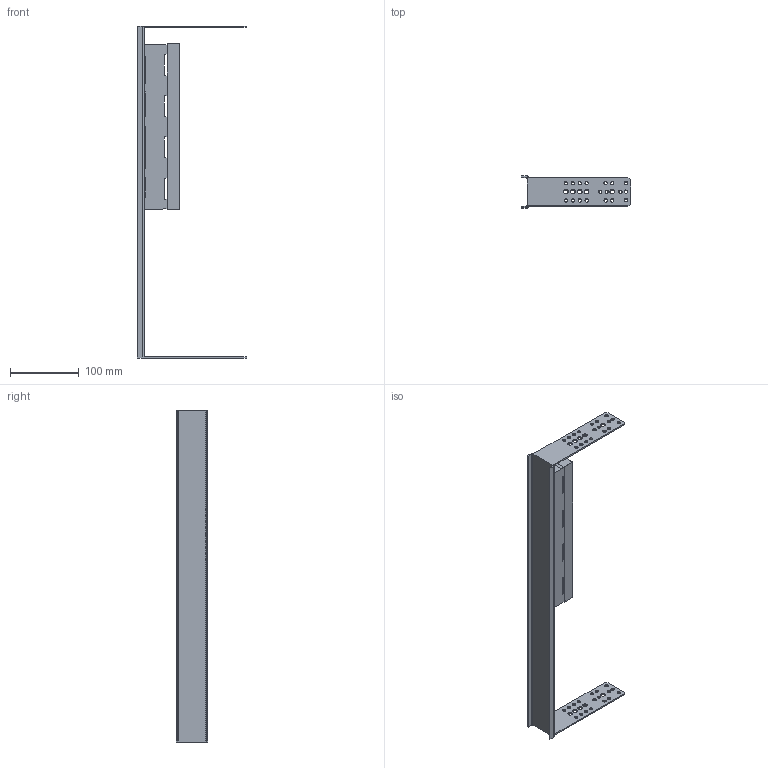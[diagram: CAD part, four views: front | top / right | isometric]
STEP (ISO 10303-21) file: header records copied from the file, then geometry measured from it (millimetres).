
FILE_DESCRIPTION((''),'2;1');
FILE_NAME('001341704_LG_B60_V2_P4_ASM','2023-03-08T13:26:15',('klemen.sitar'),('Audax d.o.o.'),'CREO PARAMETRIC BY PTC INC, 2021304','CREO PARAMETRIC BY PTC INC, 2021304','');
FILE_SCHEMA(('AP242_MANAGED_MODEL_BASED_3D_ENGINEERING_MIM_LF { 1 0 10303 442 1 1 4 }'));
Products named in the file (10): OPEN_CASCADE_STEP_TRANSLATOR_16; OPEN_CASCADE_STEP_TRANSLATOR_15_ASM; P1_ASM_1_1_ASM; 33675_01_L_SST-UNTERTEIL_4-PO_2; 67481_EJOT-PT-SCHRAUBE_1_1_1_1; PRT0114_1_1_1; G1440002_L_SAMMELSCHIENENTRAE_2_ASM; ASM0002_ASM_1_ASM; 001341880_LG_T6_A_EPLAN_ASM_1_2_ASM; 001341704_LG_B60_V2_P4_ASM
Assembly tree (13 placements, depth 5):
  001341704_LG_B60_V2_P4_ASM
    001341880_LG_T6_A_EPLAN_ASM_1_2_ASM
      P1_ASM_1_1_ASM
        OPEN_CASCADE_STEP_TRANSLATOR_15_ASM
          OPEN_CASCADE_STEP_TRANSLATOR_16
      ASM0002_ASM_1_ASM
        G1440002_L_SAMMELSCHIENENTRAE_2_ASM
          33675_01_L_SST-UNTERTEIL_4-PO_2
          67481_EJOT-PT-SCHRAUBE_1_1_1_1  x5
          PRT0114_1_1_1
Bounding box: 158.96 x 46.18 x 483.6 mm (x, y, z)
Volume: 223887.6 mm3; surface area: 157774.7 mm2
Topology: 8 solids, 8 shells, 1289 faces, 3131 edges, 1898 vertices
Faces by surface type: plane 876, cylinder 237, torus 121, cone 40, sphere 15
Entity records: 28743 total; most frequent: CARTESIAN_POINT 4135, DIRECTION 3812, ORIENTED_EDGE 3658, PRESENTATION_STYLE_ASSIGNMENT 1833, STYLED_ITEM 1833, CURVE_STYLE 1829, EDGE_CURVE 1829, AXIS2_PLACEMENT_3D 1339
